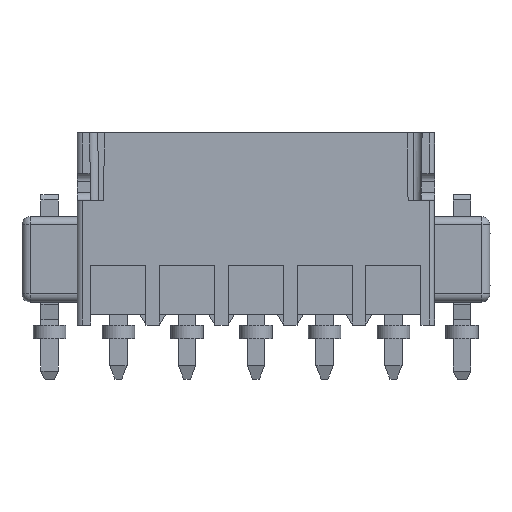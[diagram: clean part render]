
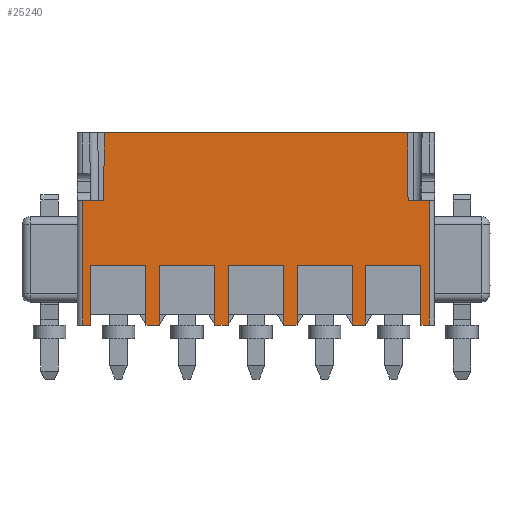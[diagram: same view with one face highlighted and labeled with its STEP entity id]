
A CAD part, front view. The second image highlights one B-rep face of the part: STEP entity #25240.
In plain terms, the highlighted face is planar.
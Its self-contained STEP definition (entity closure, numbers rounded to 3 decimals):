
#14980=CARTESIAN_POINT('',(-24.884,-40.6,
39.183));
#14990=VERTEX_POINT('',#14980);
#17820=CARTESIAN_POINT('',(-24.884,-40.6,
27.983));
#17830=VERTEX_POINT('',#17820);
#17860=CARTESIAN_POINT('',(-24.884,-40.6,
39.183));
#17870=DIRECTION('',(0.,0.,-1.));
#17880=VECTOR('',#17870,1.);
#17890=LINE('',#17860,#17880);
#17900=EDGE_CURVE('',#14990,#17830,#17890,.T.);
#23220=CARTESIAN_POINT('',(-24.884,-40.6,
32.313));
#23230=DIRECTION('',(0.,-1.,0.));
#23240=DIRECTION('',(-1.,0.,0.));
#23250=AXIS2_PLACEMENT_3D('',#23220,#23230,#23240);
#23260=PLANE('',#23250);
#23270=CARTESIAN_POINT('',(-24.884,-40.6,
39.183));
#23280=DIRECTION('',(1.,0.,
0.009));
#23290=VECTOR('',#23280,1.);
#23300=LINE('',#23270,#23290);
#23310=CARTESIAN_POINT('',(-22.384,-40.6,
39.205));
#23320=VERTEX_POINT('',#23310);
#23330=EDGE_CURVE('',#14990,#23320,#23300,.T.);
#23340=ORIENTED_EDGE('',*,*,#23330,.T.);
#23350=ORIENTED_EDGE('',*,*,#17900,.F.);
#23360=CARTESIAN_POINT('',(-22.384,-40.6,
27.961));
#23370=DIRECTION('',(-1.,0.,
0.009));
#23380=VECTOR('',#23370,1.);
#23390=LINE('',#23360,#23380);
#23400=CARTESIAN_POINT('',(-22.384,-40.6,
27.961));
#23410=VERTEX_POINT('',#23400);
#23420=EDGE_CURVE('',#23410,#17830,#23390,.T.);
#23430=ORIENTED_EDGE('',*,*,#23420,.T.);
#23440=CARTESIAN_POINT('',(-22.384,-40.6,
27.961));
#23450=DIRECTION('',(0.,0.,-1.));
#23460=VECTOR('',#23450,1.);
#23470=LINE('',#23440,#23460);
#23480=CARTESIAN_POINT('',(-22.384,-40.6,
27.183));
#23490=VERTEX_POINT('',#23480);
#23500=EDGE_CURVE('',#23410,#23490,#23470,.T.);
#23510=ORIENTED_EDGE('',*,*,#23500,.F.);
#23520=CARTESIAN_POINT('',(-22.384,-40.6,
27.183));
#23530=DIRECTION('',(1.,0.,0.));
#23540=VECTOR('',#23530,1.);
#23550=LINE('',#23520,#23540);
#23560=CARTESIAN_POINT('',(-17.784,-40.6,
27.183));
#23570=VERTEX_POINT('',#23560);
#23580=EDGE_CURVE('',#23490,#23570,#23550,.T.);
#23590=ORIENTED_EDGE('',*,*,#23580,.F.);
#23600=CARTESIAN_POINT('',(-17.784,-40.6,0.));
#23610=DIRECTION('',(0.,0.,-1.));
#23620=VECTOR('',#23610,1.);
#23630=LINE('',#23600,#23620);
#23640=CARTESIAN_POINT('',(-17.784,-40.6,
27.483));
#23650=VERTEX_POINT('',#23640);
#23660=EDGE_CURVE('',#23650,#23570,#23630,.T.);
#23670=ORIENTED_EDGE('',*,*,#23660,.T.);
#23680=CARTESIAN_POINT('',(-19.984,-40.6,
27.483));
#23690=DIRECTION('',(1.,0.,0.));
#23700=VECTOR('',#23690,1.);
#23710=LINE('',#23680,#23700);
#23720=CARTESIAN_POINT('',(-19.984,-40.6,
27.483));
#23730=VERTEX_POINT('',#23720);
#23740=EDGE_CURVE('',#23730,#23650,#23710,.T.);
#23750=ORIENTED_EDGE('',*,*,#23740,.T.);
#23760=CARTESIAN_POINT('',(-19.984,-40.6,
29.523));
#23770=DIRECTION('',(0.,0.,-1.));
#23780=VECTOR('',#23770,1.);
#23790=LINE('',#23760,#23780);
#23800=CARTESIAN_POINT('',(-19.984,-40.6,
29.523));
#23810=VERTEX_POINT('',#23800);
#23820=EDGE_CURVE('',#23810,#23730,#23790,.T.);
#23830=ORIENTED_EDGE('',*,*,#23820,.T.);
#23840=CARTESIAN_POINT('',(-19.984,-40.6,
29.523));
#23850=DIRECTION('',(1.,0.,0.));
#23860=VECTOR('',#23850,1.);
#23870=LINE('',#23840,#23860);
#23880=CARTESIAN_POINT('',(-17.784,-40.6,
29.523));
#23890=VERTEX_POINT('',#23880);
#23900=EDGE_CURVE('',#23810,#23890,#23870,.T.);
#23910=ORIENTED_EDGE('',*,*,#23900,.F.);
#23920=CARTESIAN_POINT('',(-17.784,-40.6,
30.023));
#23930=VERTEX_POINT('',#23920);
#23940=EDGE_CURVE('',#23930,#23890,#23630,.T.);
#23950=ORIENTED_EDGE('',*,*,#23940,.T.);
#23960=CARTESIAN_POINT('',(-19.984,-40.6,
30.023));
#23970=DIRECTION('',(1.,0.,0.));
#23980=VECTOR('',#23970,1.);
#23990=LINE('',#23960,#23980);
#24000=CARTESIAN_POINT('',(-19.984,-40.6,
30.023));
#24010=VERTEX_POINT('',#24000);
#24020=EDGE_CURVE('',#24010,#23930,#23990,.T.);
#24030=ORIENTED_EDGE('',*,*,#24020,.T.);
#24040=CARTESIAN_POINT('',(-19.984,-40.6,
32.063));
#24050=DIRECTION('',(0.,0.,-1.));
#24060=VECTOR('',#24050,1.);
#24070=LINE('',#24040,#24060);
#24080=CARTESIAN_POINT('',(-19.984,-40.6,
32.063));
#24090=VERTEX_POINT('',#24080);
#24100=EDGE_CURVE('',#24090,#24010,#24070,.T.);
#24110=ORIENTED_EDGE('',*,*,#24100,.T.);
#24120=CARTESIAN_POINT('',(-19.984,-40.6,
32.063));
#24130=DIRECTION('',(1.,0.,0.));
#24140=VECTOR('',#24130,1.);
#24150=LINE('',#24120,#24140);
#24160=CARTESIAN_POINT('',(-17.784,-40.6,
32.063));
#24170=VERTEX_POINT('',#24160);
#24180=EDGE_CURVE('',#24090,#24170,#24150,.T.);
#24190=ORIENTED_EDGE('',*,*,#24180,.F.);
#24200=CARTESIAN_POINT('',(-17.784,-40.6,
32.563));
#24210=VERTEX_POINT('',#24200);
#24220=EDGE_CURVE('',#24210,#24170,#23630,.T.);
#24230=ORIENTED_EDGE('',*,*,#24220,.T.);
#24240=CARTESIAN_POINT('',(-19.984,-40.6,
32.563));
#24250=DIRECTION('',(1.,0.,0.));
#24260=VECTOR('',#24250,1.);
#24270=LINE('',#24240,#24260);
#24280=CARTESIAN_POINT('',(-19.984,-40.6,
32.563));
#24290=VERTEX_POINT('',#24280);
#24300=EDGE_CURVE('',#24290,#24210,#24270,.T.);
#24310=ORIENTED_EDGE('',*,*,#24300,.T.);
#24320=CARTESIAN_POINT('',(-19.984,-40.6,
34.603));
#24330=DIRECTION('',(0.,0.,-1.));
#24340=VECTOR('',#24330,1.);
#24350=LINE('',#24320,#24340);
#24360=CARTESIAN_POINT('',(-19.984,-40.6,
34.603));
#24370=VERTEX_POINT('',#24360);
#24380=EDGE_CURVE('',#24370,#24290,#24350,.T.);
#24390=ORIENTED_EDGE('',*,*,#24380,.T.);
#24400=CARTESIAN_POINT('',(-19.984,-40.6,
34.603));
#24410=DIRECTION('',(1.,0.,0.));
#24420=VECTOR('',#24410,1.);
#24430=LINE('',#24400,#24420);
#24440=CARTESIAN_POINT('',(-17.784,-40.6,
34.603));
#24450=VERTEX_POINT('',#24440);
#24460=EDGE_CURVE('',#24370,#24450,#24430,.T.);
#24470=ORIENTED_EDGE('',*,*,#24460,.F.);
#24480=CARTESIAN_POINT('',(-17.784,-40.6,
35.103));
#24490=VERTEX_POINT('',#24480);
#24500=EDGE_CURVE('',#24490,#24450,#23630,.T.);
#24510=ORIENTED_EDGE('',*,*,#24500,.T.);
#24520=CARTESIAN_POINT('',(-19.984,-40.6,
35.103));
#24530=DIRECTION('',(1.,0.,0.));
#24540=VECTOR('',#24530,1.);
#24550=LINE('',#24520,#24540);
#24560=CARTESIAN_POINT('',(-19.984,-40.6,
35.103));
#24570=VERTEX_POINT('',#24560);
#24580=EDGE_CURVE('',#24570,#24490,#24550,.T.);
#24590=ORIENTED_EDGE('',*,*,#24580,.T.);
#24600=CARTESIAN_POINT('',(-19.984,-40.6,
37.143));
#24610=DIRECTION('',(0.,0.,-1.));
#24620=VECTOR('',#24610,1.);
#24630=LINE('',#24600,#24620);
#24640=CARTESIAN_POINT('',(-19.984,-40.6,
37.143));
#24650=VERTEX_POINT('',#24640);
#24660=EDGE_CURVE('',#24650,#24570,#24630,.T.);
#24670=ORIENTED_EDGE('',*,*,#24660,.T.);
#24680=CARTESIAN_POINT('',(-19.984,-40.6,
37.143));
#24690=DIRECTION('',(1.,0.,0.));
#24700=VECTOR('',#24690,1.);
#24710=LINE('',#24680,#24700);
#24720=CARTESIAN_POINT('',(-17.784,-40.6,
37.143));
#24730=VERTEX_POINT('',#24720);
#24740=EDGE_CURVE('',#24650,#24730,#24710,.T.);
#24750=ORIENTED_EDGE('',*,*,#24740,.F.);
#24760=CARTESIAN_POINT('',(-17.784,-40.6,
37.643));
#24770=VERTEX_POINT('',#24760);
#24780=EDGE_CURVE('',#24770,#24730,#23630,.T.);
#24790=ORIENTED_EDGE('',*,*,#24780,.T.);
#24800=CARTESIAN_POINT('',(-19.984,-40.6,
37.643));
#24810=DIRECTION('',(1.,0.,0.));
#24820=VECTOR('',#24810,1.);
#24830=LINE('',#24800,#24820);
#24840=CARTESIAN_POINT('',(-19.984,-40.6,
37.643));
#24850=VERTEX_POINT('',#24840);
#24860=EDGE_CURVE('',#24850,#24770,#24830,.T.);
#24870=ORIENTED_EDGE('',*,*,#24860,.T.);
#24880=CARTESIAN_POINT('',(-19.984,-40.6,
37.643));
#24890=DIRECTION('',(0.,0.,1.));
#24900=VECTOR('',#24890,1.);
#24910=LINE('',#24880,#24900);
#24920=CARTESIAN_POINT('',(-19.984,-40.6,
39.683));
#24930=VERTEX_POINT('',#24920);
#24940=EDGE_CURVE('',#24850,#24930,#24910,.T.);
#24950=ORIENTED_EDGE('',*,*,#24940,.F.);
#24960=CARTESIAN_POINT('',(-19.984,-40.6,
39.683));
#24970=DIRECTION('',(1.,0.,0.));
#24980=VECTOR('',#24970,1.);
#24990=LINE('',#24960,#24980);
#25000=CARTESIAN_POINT('',(-17.784,-40.6,
39.683));
#25010=VERTEX_POINT('',#25000);
#25020=EDGE_CURVE('',#24930,#25010,#24990,.T.);
#25030=ORIENTED_EDGE('',*,*,#25020,.F.);
#25040=CARTESIAN_POINT('',(-17.784,-40.6,
39.983));
#25050=VERTEX_POINT('',#25040);
#25060=EDGE_CURVE('',#25050,#25010,#23630,.T.);
#25070=ORIENTED_EDGE('',*,*,#25060,.T.);
#25080=CARTESIAN_POINT('',(-17.784,-40.6,
39.983));
#25090=DIRECTION('',(-1.,0.,0.));
#25100=VECTOR('',#25090,1.);
#25110=LINE('',#25080,#25100);
#25120=CARTESIAN_POINT('',(-22.384,-40.6,
39.983));
#25130=VERTEX_POINT('',#25120);
#25140=EDGE_CURVE('',#25050,#25130,#25110,.T.);
#25150=ORIENTED_EDGE('',*,*,#25140,.F.);
#25160=CARTESIAN_POINT('',(-22.384,-40.6,
39.205));
#25170=DIRECTION('',(0.,0.,1.));
#25180=VECTOR('',#25170,1.);
#25190=LINE('',#25160,#25180);
#25200=EDGE_CURVE('',#23320,#25130,#25190,.T.);
#25210=ORIENTED_EDGE('',*,*,#25200,.T.);
#25220=EDGE_LOOP('',(#25210,#25150,#25070,#25030,#24950,#24870,#24790,
#24750,#24670,#24590,#24510,#24470,#24390,#24310,#24230,#24190,#24110,
#24030,#23950,#23910,#23830,#23750,#23670,#23590,#23510,#23430,#23350,
#23340));
#25230=FACE_OUTER_BOUND('',#25220,.T.);
#25240=ADVANCED_FACE('',(#25230),#23260,.F.);
